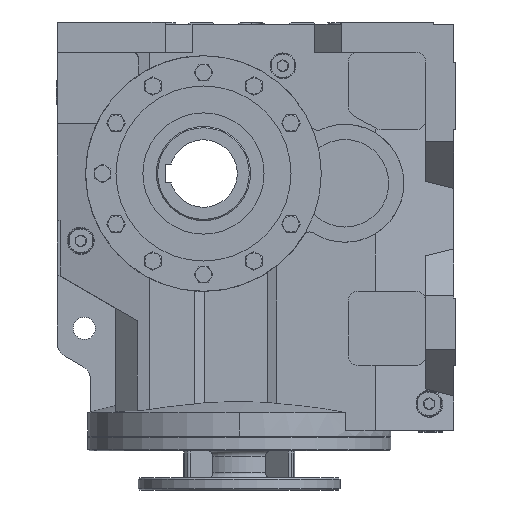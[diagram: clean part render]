
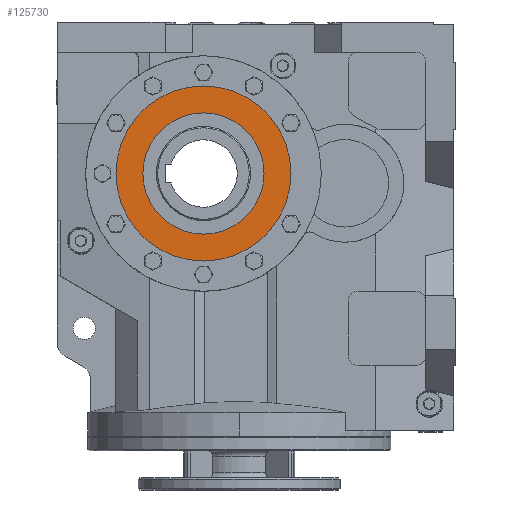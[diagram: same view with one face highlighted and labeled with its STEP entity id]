
A CAD part, left-side view. The second image highlights one B-rep face of the part: STEP entity #125730.
In plain terms, the highlighted face is planar.
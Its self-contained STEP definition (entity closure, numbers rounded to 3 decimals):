
#113936 = EDGE_CURVE('',#113937,#113937,#113939,.T.);
#113937 = VERTEX_POINT('',#113938);
#113938 = CARTESIAN_POINT('',(34.,0.,90.));
#113939 = SURFACE_CURVE('',#113940,(#113945,#113957),.PCURVE_S1.);
#113940 = CIRCLE('',#113941,90.);
#113941 = AXIS2_PLACEMENT_3D('',#113942,#113943,#113944);
#113942 = CARTESIAN_POINT('',(34.,0.,0.));
#113943 = DIRECTION('',(-1.,0.,0.));
#113944 = DIRECTION('',(0.,0.,1.));
#113945 = PCURVE('',#113946,#113951);
#113946 = CYLINDRICAL_SURFACE('',#113947,90.);
#113947 = AXIS2_PLACEMENT_3D('',#113948,#113949,#113950);
#113948 = CARTESIAN_POINT('',(0.,0.,0.));
#113949 = DIRECTION('',(-1.,-0.,-0.));
#113950 = DIRECTION('',(0.,0.,1.));
#113951 = DEFINITIONAL_REPRESENTATION('',(#113952),#113956);
#113952 = LINE('',#113953,#113954);
#113953 = CARTESIAN_POINT('',(0.,-34.));
#113954 = VECTOR('',#113955,1.);
#113955 = DIRECTION('',(1.,0.));
#113956 = ( GEOMETRIC_REPRESENTATION_CONTEXT(2) 
PARAMETRIC_REPRESENTATION_CONTEXT() REPRESENTATION_CONTEXT('2D SPACE',''
  ) );
#113957 = PCURVE('',#113958,#113963);
#113958 = PLANE('',#113959);
#113959 = AXIS2_PLACEMENT_3D('',#113960,#113961,#113962);
#113960 = CARTESIAN_POINT('',(34.,130.,0.));
#113961 = DIRECTION('',(-1.,0.,0.));
#113962 = DIRECTION('',(0.,0.,1.));
#113963 = DEFINITIONAL_REPRESENTATION('',(#113964),#113968);
#113964 = CIRCLE('',#113965,90.);
#113965 = AXIS2_PLACEMENT_2D('',#113966,#113967);
#113966 = CARTESIAN_POINT('',(0.,-130.));
#113967 = DIRECTION('',(1.,0.));
#113968 = ( GEOMETRIC_REPRESENTATION_CONTEXT(2) 
PARAMETRIC_REPRESENTATION_CONTEXT() REPRESENTATION_CONTEXT('2D SPACE',''
  ) );
#124009 = CYLINDRICAL_SURFACE('',#124010,130.);
#124010 = AXIS2_PLACEMENT_3D('',#124011,#124012,#124013);
#124011 = CARTESIAN_POINT('',(0.,0.,0.));
#124012 = DIRECTION('',(-1.,-0.,-0.));
#124013 = DIRECTION('',(0.,0.,1.));
#125730 = ADVANCED_FACE('',(#125731,#125757),#113958,.F.);
#125731 = FACE_BOUND('',#125732,.T.);
#125732 = EDGE_LOOP('',(#125733));
#125733 = ORIENTED_EDGE('',*,*,#125734,.F.);
#125734 = EDGE_CURVE('',#125735,#125735,#125737,.T.);
#125735 = VERTEX_POINT('',#125736);
#125736 = CARTESIAN_POINT('',(34.,0.,130.));
#125737 = SURFACE_CURVE('',#125738,(#125743,#125750),.PCURVE_S1.);
#125738 = CIRCLE('',#125739,130.);
#125739 = AXIS2_PLACEMENT_3D('',#125740,#125741,#125742);
#125740 = CARTESIAN_POINT('',(34.,0.,0.));
#125741 = DIRECTION('',(-1.,0.,0.));
#125742 = DIRECTION('',(0.,0.,1.));
#125743 = PCURVE('',#113958,#125744);
#125744 = DEFINITIONAL_REPRESENTATION('',(#125745),#125749);
#125745 = CIRCLE('',#125746,130.);
#125746 = AXIS2_PLACEMENT_2D('',#125747,#125748);
#125747 = CARTESIAN_POINT('',(0.,-130.));
#125748 = DIRECTION('',(1.,0.));
#125749 = ( GEOMETRIC_REPRESENTATION_CONTEXT(2) 
PARAMETRIC_REPRESENTATION_CONTEXT() REPRESENTATION_CONTEXT('2D SPACE',''
  ) );
#125750 = PCURVE('',#124009,#125751);
#125751 = DEFINITIONAL_REPRESENTATION('',(#125752),#125756);
#125752 = LINE('',#125753,#125754);
#125753 = CARTESIAN_POINT('',(0.,-34.));
#125754 = VECTOR('',#125755,1.);
#125755 = DIRECTION('',(1.,0.));
#125756 = ( GEOMETRIC_REPRESENTATION_CONTEXT(2) 
PARAMETRIC_REPRESENTATION_CONTEXT() REPRESENTATION_CONTEXT('2D SPACE',''
  ) );
#125757 = FACE_BOUND('',#125758,.T.);
#125758 = EDGE_LOOP('',(#125759));
#125759 = ORIENTED_EDGE('',*,*,#113936,.T.);
